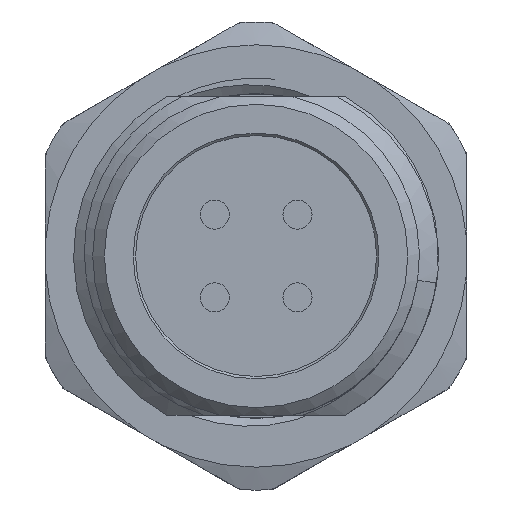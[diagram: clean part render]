
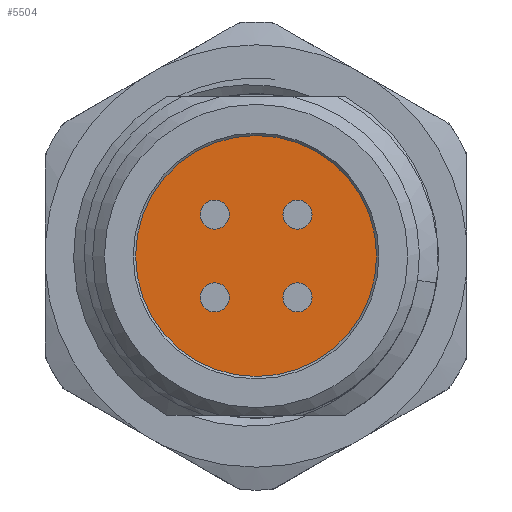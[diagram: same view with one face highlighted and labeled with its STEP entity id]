
A CAD part, left-side view. The second image highlights one B-rep face of the part: STEP entity #5504.
In plain terms, the highlighted planar face has unit normal (-1, 0, 0).
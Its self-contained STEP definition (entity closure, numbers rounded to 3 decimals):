
#1040=PLANE('',#6326);
#2264=ORIENTED_EDGE('',*,*,#3057,.T.);
#3057=EDGE_CURVE('',#3650,#3650,#3995,.F.);
#3650=VERTEX_POINT('',#27184);
#3995=CIRCLE('',#6241,5.15);
#4509=EDGE_LOOP('',(#2264));
#5019=FACE_BOUND('',#4509,.T.);
#5504=ADVANCED_FACE('',(#5019),#1040,.F.);
#6241=AXIS2_PLACEMENT_3D('',#27183,#7492,#7493);
#6326=AXIS2_PLACEMENT_3D('',#27359,#7696,#7697);
#7492=DIRECTION('',(1.,0.,0.));
#7493=DIRECTION('',(0.,0.,-1.));
#7696=DIRECTION('',(1.,0.,0.));
#7697=DIRECTION('',(0.,0.,-1.));
#27183=CARTESIAN_POINT('',(-3.25,0.,0.));
#27184=CARTESIAN_POINT('',(-3.25,0.,-5.15));
#27359=CARTESIAN_POINT('',(-3.25,0.,0.));
